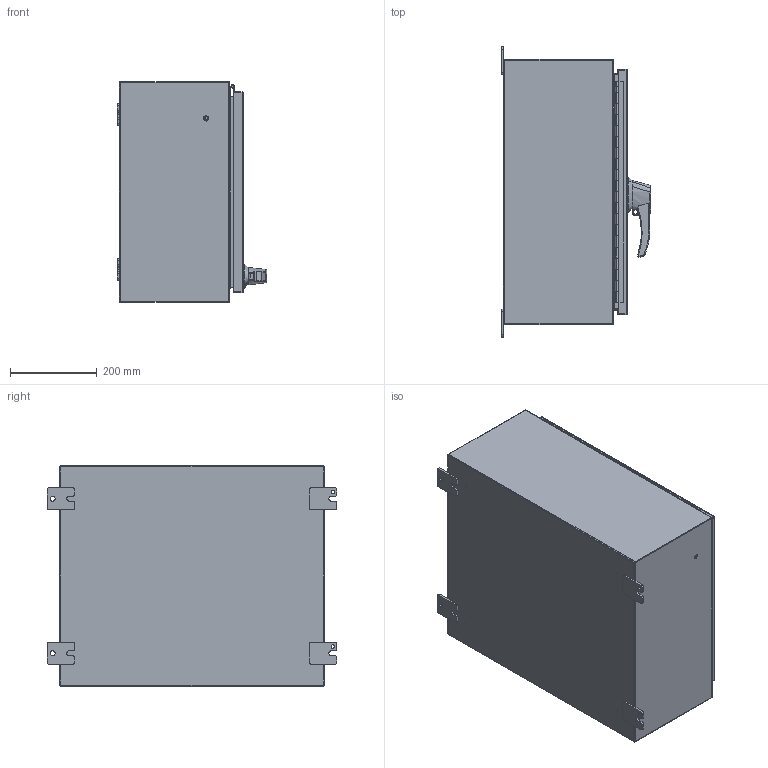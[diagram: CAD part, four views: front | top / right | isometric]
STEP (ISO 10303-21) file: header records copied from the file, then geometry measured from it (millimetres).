
FILE_DESCRIPTION (( 'STEP AP214' ), '1' );
FILE_NAME ('HW242010GYHK.STEP', '2019-08-19T17:44:05', ( '' ), ( '' ), 'SwSTEP 2.0', 'SolidWorks 2018', '' );
FILE_SCHEMA (( 'AUTOMOTIVE_DESIGN' ));
Length unit declared in the file: inch
Products named in the file (1): HW242010GYHK
Bounding box: 343.2 x 666.75 x 508 mm (x, y, z)
Volume: 2970486 mm3; surface area: 2963643.6 mm2
Topology: 41 solids, 42 shells, 1404 faces, 3490 edges, 2206 vertices
Faces by surface type: plane 691, cylinder 555, bspline 93, cone 65
Entity records: 98192 total; most frequent: CARTESIAN_POINT 46846, ORIENTED_EDGE 6964, DIRECTION 6519, EDGE_CURVE 3482, AXIS2_PLACEMENT_3D 2234, VERTEX_POINT 2206, LINE 2051, VECTOR 2051
